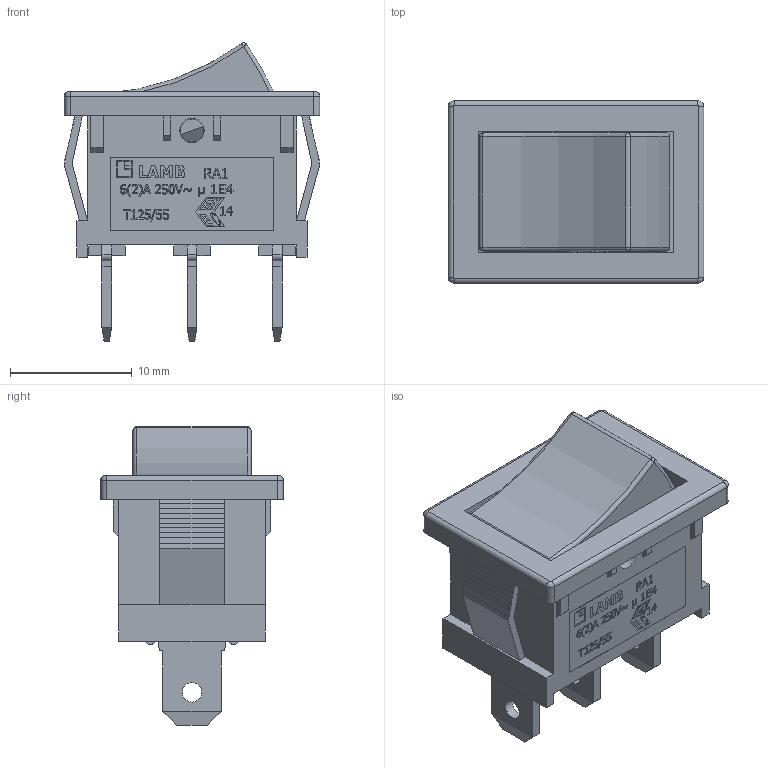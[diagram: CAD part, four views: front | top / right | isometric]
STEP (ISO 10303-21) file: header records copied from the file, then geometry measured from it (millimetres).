
FILE_DESCRIPTION(/* description */ (''),/* implementation_level */ '2;1');
FILE_NAME(/* name */ 'RA1153xx00.stp',/* time_stamp */ '2025-06-03T08:19:07-05:00',/* author */ ('mroman'),/* organization */ (''),/* preprocessor_version */ 'ST-DEVELOPER v18.1',/* originating_system */ 'Autodesk Inventor 2022',/* authorisation */ '');
FILE_SCHEMA (('AUTOMOTIVE_DESIGN { 1 0 10303 214 3 1 1 }'));
Length unit declared in the file: centimetre
Products named in the file (1): RA1153xx00
Bounding box: 21 x 15 x 24.5 mm (x, y, z)
Volume: 1532 mm3; surface area: 3479.9 mm2
Topology: 2 solids, 2 shells, 834 faces, 2279 edges, 1506 vertices
Faces by surface type: plane 589, bspline 205, cylinder 30, torus 6, sphere 4
Full cylindrical faces by diameter (mm): 1.6 x3, 2 x2
Entity records: 27764 total; most frequent: CARTESIAN_POINT 7900, ORIENTED_EDGE 4558, DIRECTION 3221, EDGE_CURVE 2279, LINE 1793, VECTOR 1793, VERTEX_POINT 1506, EDGE_LOOP 905
